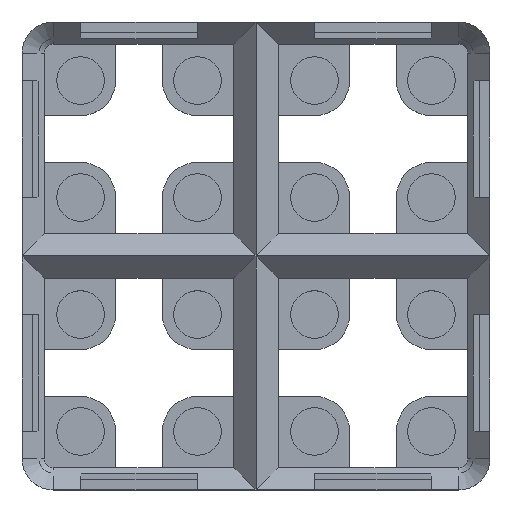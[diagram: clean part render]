
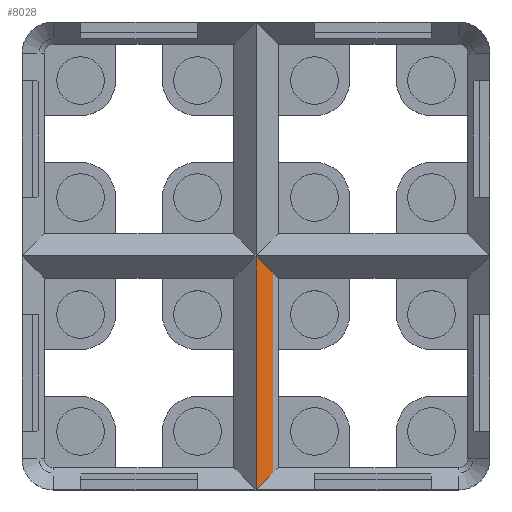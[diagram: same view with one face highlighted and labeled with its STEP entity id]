
A CAD part, top view. The second image highlights one B-rep face of the part: STEP entity #8028.
In plain terms, the highlighted planar face has unit normal (0.707, 0, 0.707).
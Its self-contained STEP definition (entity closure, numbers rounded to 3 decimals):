
#196 = VERTEX_POINT('',#197);
#197 = CARTESIAN_POINT('',(0.,-30.,7.65));
#239 = PLANE('',#240);
#240 = AXIS2_PLACEMENT_3D('',#241,#242,#243);
#241 = CARTESIAN_POINT('',(-26.,-30.,7.65));
#242 = DIRECTION('',(0.,-0.707,-0.707));
#243 = DIRECTION('',(0.,0.707,-0.707));
#2941 = EDGE_CURVE('',#2942,#196,#2944,.T.);
#2942 = VERTEX_POINT('',#2943);
#2943 = CARTESIAN_POINT('',(2.15,-27.85,5.5));
#2944 = SURFACE_CURVE('',#2945,(#2949,#2955),.PCURVE_S1.);
#2945 = LINE('',#2946,#2947);
#2946 = CARTESIAN_POINT('',(-4.333,-34.333,
    11.983));
#2947 = VECTOR('',#2948,1.);
#2948 = DIRECTION('',(-0.577,-0.577,0.577));
#2949 = PCURVE('',#239,#2950);
#2950 = DEFINITIONAL_REPRESENTATION('',(#2951),#2954);
#2951 = B_SPLINE_CURVE_WITH_KNOTS('',1,(#2952,#2953),.UNSPECIFIED.,.F.,
  .F.,(2,2),(-11.229,-7.506),.PIECEWISE_BEZIER_KNOTS.);
#2952 = CARTESIAN_POINT('',(3.041,28.15));
#2953 = CARTESIAN_POINT('',(0.,26.));
#2954 = ( GEOMETRIC_REPRESENTATION_CONTEXT(2) 
PARAMETRIC_REPRESENTATION_CONTEXT() REPRESENTATION_CONTEXT('2D SPACE',''
  ) );
#2955 = PCURVE('',#2956,#2961);
#2956 = PLANE('',#2957);
#2957 = AXIS2_PLACEMENT_3D('',#2958,#2959,#2960);
#2958 = CARTESIAN_POINT('',(0.,-30.,7.65));
#2959 = DIRECTION('',(0.707,-0.,0.707));
#2960 = DIRECTION('',(0.707,0.,-0.707)
  );
#2961 = DEFINITIONAL_REPRESENTATION('',(#2962),#2965);
#2962 = B_SPLINE_CURVE_WITH_KNOTS('',1,(#2963,#2964),.UNSPECIFIED.,.F.,
  .F.,(2,2),(-11.229,-7.506),.PIECEWISE_BEZIER_KNOTS.);
#2963 = CARTESIAN_POINT('',(3.041,2.15));
#2964 = CARTESIAN_POINT('',(0.,0.));
#2965 = ( GEOMETRIC_REPRESENTATION_CONTEXT(2) 
PARAMETRIC_REPRESENTATION_CONTEXT() REPRESENTATION_CONTEXT('2D SPACE',''
  ) );
#3055 = PLANE('',#3056);
#3056 = AXIS2_PLACEMENT_3D('',#3057,#3058,#3059);
#3057 = CARTESIAN_POINT('',(-2.15,-30.,5.5));
#3058 = DIRECTION('',(-0.707,0.,0.707));
#3059 = DIRECTION('',(0.707,0.,0.707)
  );
#7996 = PLANE('',#7997);
#7997 = AXIS2_PLACEMENT_3D('',#7998,#7999,#8000);
#7998 = CARTESIAN_POINT('',(2.15,-30.,5.5));
#7999 = DIRECTION('',(1.,-0.,0.));
#8000 = DIRECTION('',(0.,0.,-1.));
#8028 = ADVANCED_FACE('',(#8029),#2956,.T.);
#8029 = FACE_BOUND('',#8030,.T.);
#8030 = EDGE_LOOP('',(#8031,#8054,#8055,#8078));
#8031 = ORIENTED_EDGE('',*,*,#8032,.F.);
#8032 = EDGE_CURVE('',#196,#8033,#8035,.T.);
#8033 = VERTEX_POINT('',#8034);
#8034 = CARTESIAN_POINT('',(0.,0.,7.65));
#8035 = SURFACE_CURVE('',#8036,(#8040,#8047),.PCURVE_S1.);
#8036 = LINE('',#8037,#8038);
#8037 = CARTESIAN_POINT('',(0.,-30.,7.65));
#8038 = VECTOR('',#8039,1.);
#8039 = DIRECTION('',(0.,1.,0.));
#8040 = PCURVE('',#2956,#8041);
#8041 = DEFINITIONAL_REPRESENTATION('',(#8042),#8046);
#8042 = LINE('',#8043,#8044);
#8043 = CARTESIAN_POINT('',(0.,0.));
#8044 = VECTOR('',#8045,1.);
#8045 = DIRECTION('',(0.,1.));
#8046 = ( GEOMETRIC_REPRESENTATION_CONTEXT(2) 
PARAMETRIC_REPRESENTATION_CONTEXT() REPRESENTATION_CONTEXT('2D SPACE',''
  ) );
#8047 = PCURVE('',#3055,#8048);
#8048 = DEFINITIONAL_REPRESENTATION('',(#8049),#8053);
#8049 = LINE('',#8050,#8051);
#8050 = CARTESIAN_POINT('',(3.041,0.));
#8051 = VECTOR('',#8052,1.);
#8052 = DIRECTION('',(0.,1.));
#8053 = ( GEOMETRIC_REPRESENTATION_CONTEXT(2) 
PARAMETRIC_REPRESENTATION_CONTEXT() REPRESENTATION_CONTEXT('2D SPACE',''
  ) );
#8054 = ORIENTED_EDGE('',*,*,#2941,.F.);
#8055 = ORIENTED_EDGE('',*,*,#8056,.T.);
#8056 = EDGE_CURVE('',#2942,#8057,#8059,.T.);
#8057 = VERTEX_POINT('',#8058);
#8058 = CARTESIAN_POINT('',(2.15,-2.15,5.5));
#8059 = SURFACE_CURVE('',#8060,(#8064,#8071),.PCURVE_S1.);
#8060 = LINE('',#8061,#8062);
#8061 = CARTESIAN_POINT('',(2.15,-30.,5.5));
#8062 = VECTOR('',#8063,1.);
#8063 = DIRECTION('',(0.,1.,0.));
#8064 = PCURVE('',#2956,#8065);
#8065 = DEFINITIONAL_REPRESENTATION('',(#8066),#8070);
#8066 = LINE('',#8067,#8068);
#8067 = CARTESIAN_POINT('',(3.041,0.));
#8068 = VECTOR('',#8069,1.);
#8069 = DIRECTION('',(0.,1.));
#8070 = ( GEOMETRIC_REPRESENTATION_CONTEXT(2) 
PARAMETRIC_REPRESENTATION_CONTEXT() REPRESENTATION_CONTEXT('2D SPACE',''
  ) );
#8071 = PCURVE('',#7996,#8072);
#8072 = DEFINITIONAL_REPRESENTATION('',(#8073),#8077);
#8073 = LINE('',#8074,#8075);
#8074 = CARTESIAN_POINT('',(0.,0.));
#8075 = VECTOR('',#8076,1.);
#8076 = DIRECTION('',(0.,1.));
#8077 = ( GEOMETRIC_REPRESENTATION_CONTEXT(2) 
PARAMETRIC_REPRESENTATION_CONTEXT() REPRESENTATION_CONTEXT('2D SPACE',''
  ) );
#8078 = ORIENTED_EDGE('',*,*,#8079,.T.);
#8079 = EDGE_CURVE('',#8057,#8033,#8080,.T.);
#8080 = SURFACE_CURVE('',#8081,(#8085,#8091),.PCURVE_S1.);
#8081 = LINE('',#8082,#8083);
#8082 = CARTESIAN_POINT('',(0.717,-0.717,
    6.933));
#8083 = VECTOR('',#8084,1.);
#8084 = DIRECTION('',(-0.577,0.577,0.577));
#8085 = PCURVE('',#2956,#8086);
#8086 = DEFINITIONAL_REPRESENTATION('',(#8087),#8090);
#8087 = B_SPLINE_CURVE_WITH_KNOTS('',1,(#8088,#8089),.UNSPECIFIED.,.F.,
  .F.,(2,2),(-2.483,1.241),.PIECEWISE_BEZIER_KNOTS.);
#8088 = CARTESIAN_POINT('',(3.041,27.85));
#8089 = CARTESIAN_POINT('',(0.,30.));
#8090 = ( GEOMETRIC_REPRESENTATION_CONTEXT(2) 
PARAMETRIC_REPRESENTATION_CONTEXT() REPRESENTATION_CONTEXT('2D SPACE',''
  ) );
#8091 = PCURVE('',#8092,#8097);
#8092 = PLANE('',#8093);
#8093 = AXIS2_PLACEMENT_3D('',#8094,#8095,#8096);
#8094 = CARTESIAN_POINT('',(-30.,-2.15,5.5));
#8095 = DIRECTION('',(0.,0.707,-0.707));
#8096 = DIRECTION('',(0.,0.707,0.707));
#8097 = DEFINITIONAL_REPRESENTATION('',(#8098),#8101);
#8098 = B_SPLINE_CURVE_WITH_KNOTS('',1,(#8099,#8100),.UNSPECIFIED.,.F.,
  .F.,(2,2),(-2.483,1.241),.PIECEWISE_BEZIER_KNOTS.);
#8099 = CARTESIAN_POINT('',(0.,32.15));
#8100 = CARTESIAN_POINT('',(3.041,30.));
#8101 = ( GEOMETRIC_REPRESENTATION_CONTEXT(2) 
PARAMETRIC_REPRESENTATION_CONTEXT() REPRESENTATION_CONTEXT('2D SPACE',''
  ) );
